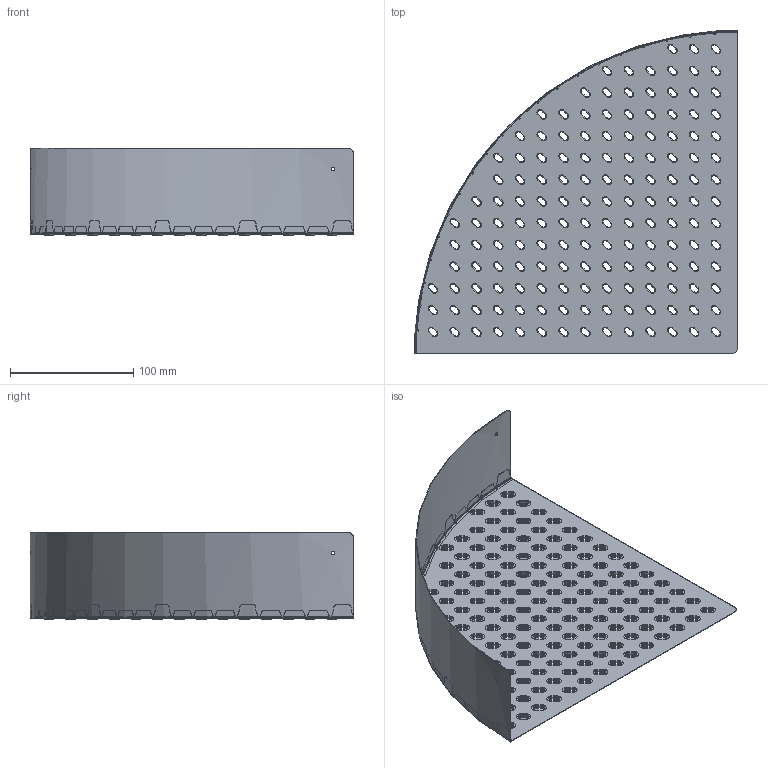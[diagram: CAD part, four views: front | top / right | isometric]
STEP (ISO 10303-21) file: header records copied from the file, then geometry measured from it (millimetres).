
FILE_DESCRIPTION(/* description */ ('Gavel Frånluft 200'),/* implementation_level */ '2;1');
FILE_NAME(/* name */ 'MO51106.stp',/* time_stamp */ '2016-03-01T09:04:03+01:00',/* author */ ('John'),/* organization */ (''),/* preprocessor_version */ 'ST-DEVELOPER v15.6',/* originating_system */ 'Autodesk Inventor 2015',/* authorisation */ '');
FILE_SCHEMA (('AUTOMOTIVE_DESIGN { 1 0 10303 214 3 1 1 }'));
Length unit declared in the file: millimetre
Products named in the file (3): HINT-GM-017; 115019; MO51106
Bounding box: 262.61 x 262.61 x 71.2 mm (x, y, z)
Volume: 45224.6 mm3; surface area: 173953.9 mm2
Topology: 2 solids, 2 shells, 2848 faces, 6706 edges, 4012 vertices
Faces by surface type: cylinder 1278, plane 964, torus 602, bspline 4
Entity records: 82083 total; most frequent: DIRECTION 15556, CARTESIAN_POINT 13789, ORIENTED_EDGE 13412, EDGE_CURVE 6706, AXIS2_PLACEMENT_3D 6011, VERTEX_POINT 4012, LINE 3534, VECTOR 3534
